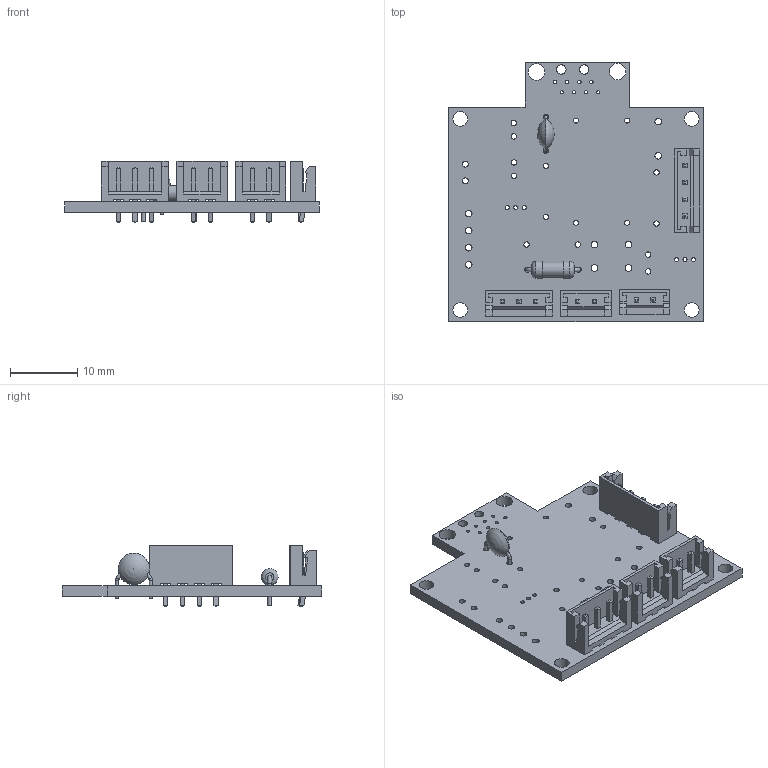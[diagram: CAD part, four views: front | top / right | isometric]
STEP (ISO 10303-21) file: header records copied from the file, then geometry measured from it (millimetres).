
FILE_DESCRIPTION(('KiCad electronic assembly'),'2;1');
FILE_NAME('turret board.step','2021-12-30T13:59:29',('An Author'),( 'A Company'),'Open CASCADE STEP processor 6.9', 'KiCad to STEP converter','Unknown');
FILE_SCHEMA(('AUTOMOTIVE_DESIGN { 1 0 10303 214 1 1 1 1 }'));
Length unit declared in the file: millimetre
Products named in the file (12): Open CASCADE STEP translator 6.9 1; R_Axial_DIN0207_L6.3mm_D2.5mm_P7.62mm_Horizontal; SOLID; C_Disc_D4.7mm_W2.5mm_P5.00mm; JST_EH_B2B-EH-A_1x02_P2.50mm_Vertical; JST_EH_B3B-EH-A_1x03_P2.50mm_Vertical; JST_EH_B4B-EH-A_1x04_P2.50mm_Vertical; COMPOUND
Assembly tree (12 placements, depth 3):
  Open CASCADE STEP translator 6.9 1
    R_Axial_DIN0207_L6.3mm_D2.5mm_P7.62mm_Horizontal
      SOLID
    C_Disc_D4.7mm_W2.5mm_P5.00mm
      SOLID
    JST_EH_B2B-EH-A_1x02_P2.50mm_Vertical  x2
      SOLID
    JST_EH_B3B-EH-A_1x03_P2.50mm_Vertical
      SOLID
    JST_EH_B4B-EH-A_1x04_P2.50mm_Vertical
      SOLID
    COMPOUND
Bounding box: 38 x 38.68 x 9.2 mm (x, y, z)
Volume: 2441.9 mm3; surface area: 4490.6 mm2
Topology: 7 solids, 7 shells, 494 faces, 1303 edges, 847 vertices
Faces by surface type: plane 412, cylinder 74, torus 4, revolution 2, sphere 2
Full cylindrical faces by diameter (mm): 0.5 x12, 0.6 x8, 0.762 x4, 0.8 x16, 0.9 x2, 0.95 x7, 1 x14, 1.4 x2, 2.2 x4, 2.25 x1, 2.49 x2, 2.5 x2
Entity records: 31419 total; most frequent: CARTESIAN_POINT 6453, DIRECTION 4220, LINE 2918, VECTOR 2918, ORIENTED_EDGE 2162, PCURVE 2162, DEFINITIONAL_REPRESENTATION 2162, EDGE_CURVE 1081
